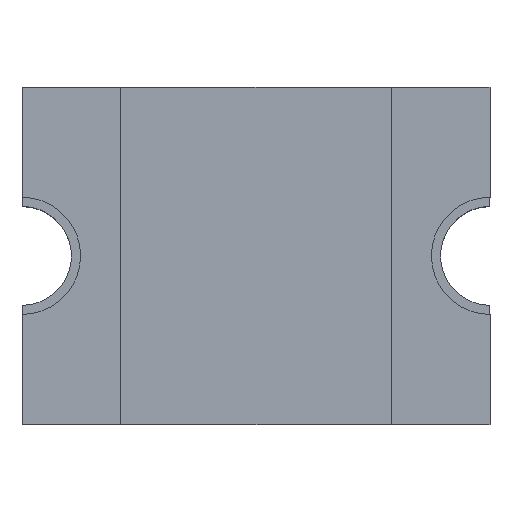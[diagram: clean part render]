
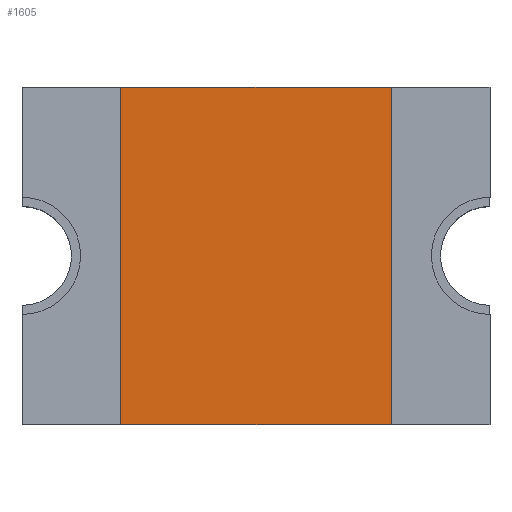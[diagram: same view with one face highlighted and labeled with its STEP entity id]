
A CAD part, top view. The second image highlights one B-rep face of the part: STEP entity #1605.
In plain terms, the highlighted planar face has unit normal (0, 0, 1).
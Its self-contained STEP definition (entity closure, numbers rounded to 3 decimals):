
#1494=CARTESIAN_POINT('',(1.365,-1.705,1.6));
#1495=VERTEX_POINT('',#1494);
#1502=CARTESIAN_POINT('',(-1.365,-1.705,1.6));
#1503=VERTEX_POINT('',#1502);
#1504=CARTESIAN_POINT('',(-1.365,-1.705,1.6));
#1505=DIRECTION('',(1.0,0.0,0.0));
#1506=VECTOR('',#1505,2.73);
#1507=LINE('',#1504,#1506);
#1508=EDGE_CURVE('',#1503,#1495,#1507,.T.);
#1534=CARTESIAN_POINT('',(-1.365,1.705,1.6));
#1535=VERTEX_POINT('',#1534);
#1549=CARTESIAN_POINT('',(-1.365,1.705,1.6));
#1550=DIRECTION('',(0.0,-1.0,0.0));
#1551=VECTOR('',#1550,3.41);
#1552=LINE('',#1549,#1551);
#1553=EDGE_CURVE('',#1535,#1503,#1552,.T.);
#1563=CARTESIAN_POINT('',(1.365,1.705,1.6));
#1564=VERTEX_POINT('',#1563);
#1580=CARTESIAN_POINT('',(1.365,1.705,1.6));
#1581=DIRECTION('',(-1.0,0.0,0.0));
#1582=VECTOR('',#1581,2.73);
#1583=LINE('',#1580,#1582);
#1584=EDGE_CURVE('',#1564,#1535,#1583,.T.);
#1589=CARTESIAN_POINT('',(0.,0.,1.6));
#1590=DIRECTION('',(0.0,0.0,1.0));
#1591=DIRECTION('',(1.0,0.0,0.0));
#1592=AXIS2_PLACEMENT_3D('',#1589,#1590,#1591);
#1593=PLANE('',#1592);
#1594=CARTESIAN_POINT('',(1.365,-1.705,1.6));
#1595=DIRECTION('',(0.0,1.0,0.0));
#1596=VECTOR('',#1595,3.41);
#1597=LINE('',#1594,#1596);
#1598=EDGE_CURVE('',#1495,#1564,#1597,.T.);
#1599=ORIENTED_EDGE('',*,*,#1598,.T.);
#1600=ORIENTED_EDGE('',*,*,#1584,.T.);
#1601=ORIENTED_EDGE('',*,*,#1553,.T.);
#1602=ORIENTED_EDGE('',*,*,#1508,.T.);
#1603=EDGE_LOOP('',(#1599,#1600,#1601,#1602));
#1604=FACE_OUTER_BOUND('',#1603,.T.);
#1605=ADVANCED_FACE('',(#1604),#1593,.T.);
